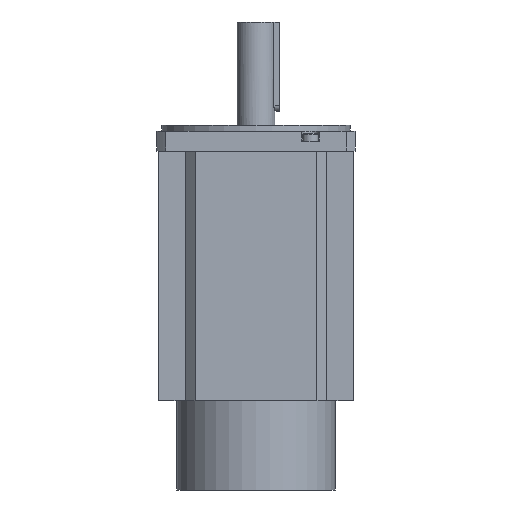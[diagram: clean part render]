
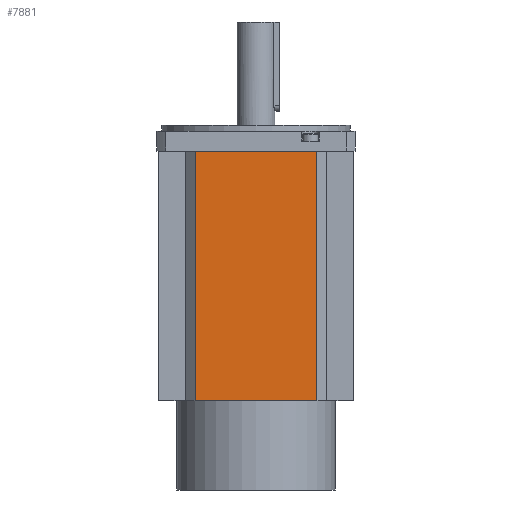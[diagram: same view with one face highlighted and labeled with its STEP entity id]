
A CAD part, front view. The second image highlights one B-rep face of the part: STEP entity #7881.
In plain terms, the highlighted planar face has unit normal (0, -1, 0).
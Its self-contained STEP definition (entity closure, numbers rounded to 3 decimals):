
#177 = ORIENTED_EDGE ( 'NONE', *, *, #4165, .F. ) ;
#519 = ORIENTED_EDGE ( 'NONE', *, *, #3842, .F. ) ;
#781 = LINE ( 'NONE', #8433, #9398 ) ;
#1012 = CARTESIAN_POINT ( 'NONE',  ( 30.659, -49., 0. ) ) ;
#1280 = VECTOR ( 'NONE', #1917, 1000. ) ;
#1917 = DIRECTION ( 'NONE',  ( 0., 0., 1. ) ) ;
#2720 = CARTESIAN_POINT ( 'NONE',  ( 30.659, -49., -125.5 ) ) ;
#3252 = CARTESIAN_POINT ( 'NONE',  ( -30.659, -49., -125.5 ) ) ;
#3367 = VERTEX_POINT ( 'NONE', #3387 ) ;
#3387 = CARTESIAN_POINT ( 'NONE',  ( 30.659, -49., -125.5 ) ) ;
#3451 = DIRECTION ( 'NONE',  ( -1., 0., 0. ) ) ;
#3470 = CARTESIAN_POINT ( 'NONE',  ( -30.659, -49., 0. ) ) ;
#3576 = AXIS2_PLACEMENT_3D ( 'NONE', #2720, #6648, #5036 ) ;
#3803 = LINE ( 'NONE', #8296, #10770 ) ;
#3842 = EDGE_CURVE ( 'NONE', #7021, #9641, #10970, .T. ) ;
#3923 = EDGE_CURVE ( 'NONE', #3367, #10592, #8372, .T. ) ;
#3949 = PLANE ( 'NONE',  #3576 ) ;
#4165 = EDGE_CURVE ( 'NONE', #3367, #7021, #781, .T. ) ;
#4499 = EDGE_CURVE ( 'NONE', #10592, #9641, #3803, .T. ) ;
#4970 = DIRECTION ( 'NONE',  ( 0., 0., 1. ) ) ;
#5036 = DIRECTION ( 'NONE',  ( 0., 0., 1. ) ) ;
#5408 = VECTOR ( 'NONE', #4970, 1000. ) ;
#5616 = EDGE_LOOP ( 'NONE', ( #7294, #519, #177, #6555 ) ) ;
#6555 = ORIENTED_EDGE ( 'NONE', *, *, #3923, .T. ) ;
#6648 = DIRECTION ( 'NONE',  ( 0., 1., 0. ) ) ;
#6752 = CARTESIAN_POINT ( 'NONE',  ( -30.659, -49., -125.5 ) ) ;
#7021 = VERTEX_POINT ( 'NONE', #3252 ) ;
#7294 = ORIENTED_EDGE ( 'NONE', *, *, #4499, .T. ) ;
#7881 = ADVANCED_FACE ( 'NONE', ( #8252 ), #3949, .F. ) ;
#8190 = CARTESIAN_POINT ( 'NONE',  ( 30.659, -49., -125.5 ) ) ;
#8252 = FACE_OUTER_BOUND ( 'NONE', #5616, .T. ) ;
#8296 = CARTESIAN_POINT ( 'NONE',  ( 30.659, -49., 0. ) ) ;
#8372 = LINE ( 'NONE', #8190, #5408 ) ;
#8433 = CARTESIAN_POINT ( 'NONE',  ( 30.659, -49., -125.5 ) ) ;
#9138 = DIRECTION ( 'NONE',  ( -1., 0., 0. ) ) ;
#9398 = VECTOR ( 'NONE', #9138, 1000. ) ;
#9641 = VERTEX_POINT ( 'NONE', #3470 ) ;
#10592 = VERTEX_POINT ( 'NONE', #1012 ) ;
#10770 = VECTOR ( 'NONE', #3451, 1000. ) ;
#10970 = LINE ( 'NONE', #6752, #1280 ) ;
